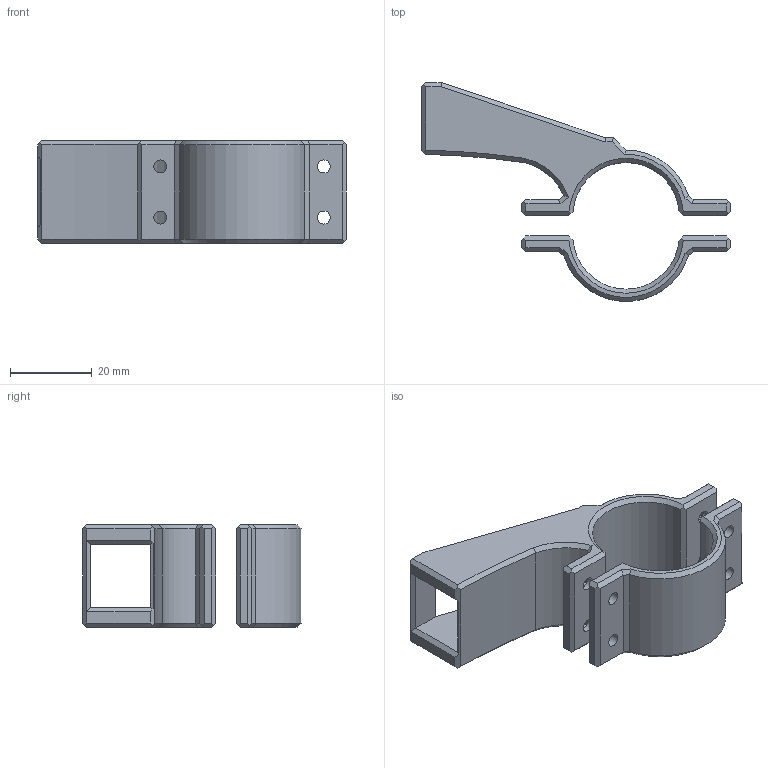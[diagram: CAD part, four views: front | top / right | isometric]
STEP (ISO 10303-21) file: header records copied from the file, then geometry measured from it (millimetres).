
FILE_DESCRIPTION(/* description */ (''),/* implementation_level */ '2;1');
FILE_NAME(/* name */ 'Bicineta-stand-ky-024.step',/* time_stamp */ '2024-07-10T16:10:55-05:00',/* author */ (''),/* organization */ (''),/* preprocessor_version */ 'ST-DEVELOPER v20',/* originating_system */ 'Autodesk Translation Framework v13.14.0.145',/* authorisation */ '');
FILE_SCHEMA (('AUTOMOTIVE_DESIGN { 1 0 10303 214 3 1 1 }'));
Length unit declared in the file: millimetre
Products named in the file (1): Soporte-KY-024
Bounding box: 75.5 x 53.44 x 25 mm (x, y, z)
Volume: 17973.1 mm3; surface area: 11577.7 mm2
Topology: 2 solids, 2 shells, 145 faces, 379 edges, 240 vertices
Faces by surface type: plane 119, cylinder 14, cone 12
Full cylindrical faces by diameter (mm): 3.2 x8
Entity records: 4407 total; most frequent: CARTESIAN_POINT 841, ORIENTED_EDGE 758, DIRECTION 679, EDGE_CURVE 379, LINE 307, VECTOR 307, VERTEX_POINT 240, AXIS2_PLACEMENT_3D 186
